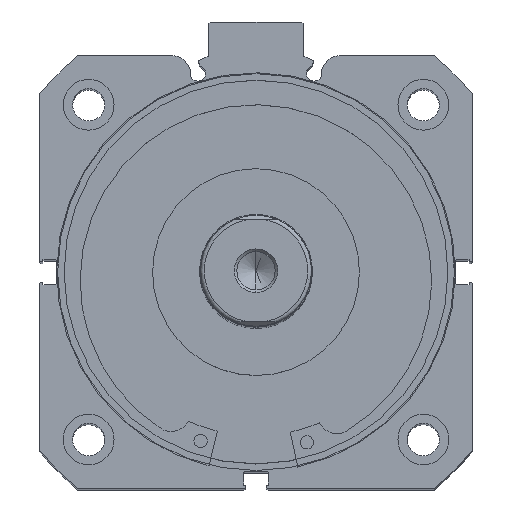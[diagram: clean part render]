
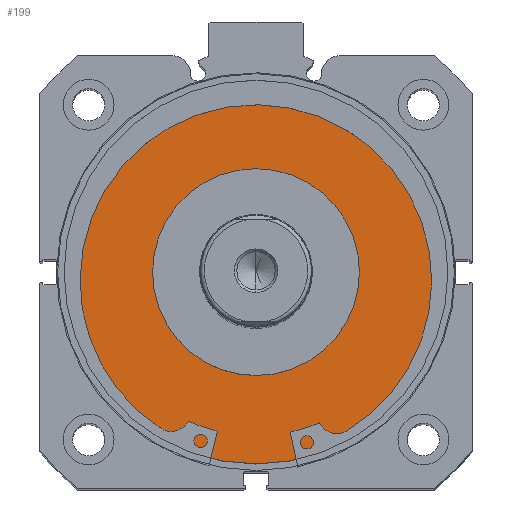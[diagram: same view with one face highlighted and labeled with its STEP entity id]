
A CAD part, top view. The second image highlights one B-rep face of the part: STEP entity #199.
In plain terms, the highlighted face is planar.
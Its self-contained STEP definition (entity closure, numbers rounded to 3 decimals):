
#199 = ADVANCED_FACE ( 'NONE', ( #4085, #4091 ), #6489, .F. ) ;
#441 = CIRCLE ( 'NONE', #5284, 51. ) ;
#450 = CIRCLE ( 'NONE', #5288, 27.5 ) ;
#460 = CIRCLE ( 'NONE', #5295, 27.5 ) ;
#461 = CIRCLE ( 'NONE', #5296, 51. ) ;
#1139 = CARTESIAN_POINT ( 'NONE',  ( 5.5, 0., 0. ) ) ;
#1140 = DIRECTION ( 'NONE',  ( -1., 0., 0. ) ) ;
#1141 = DIRECTION ( 'NONE',  ( 0., 0., 1. ) ) ;
#1152 = CARTESIAN_POINT ( 'NONE',  ( 5.5, 0., 0. ) ) ;
#1153 = DIRECTION ( 'NONE',  ( -1., 0., 0. ) ) ;
#1154 = DIRECTION ( 'NONE',  ( 0., 0., 1. ) ) ;
#1169 = CARTESIAN_POINT ( 'NONE',  ( 5.5, 0., 0. ) ) ;
#1172 = CARTESIAN_POINT ( 'NONE',  ( 5.5, 0., 0. ) ) ;
#1175 = DIRECTION ( 'NONE',  ( -1., 0., 0. ) ) ;
#1176 = DIRECTION ( 'NONE',  ( 0., 0., 1. ) ) ;
#1177 = DIRECTION ( 'NONE',  ( -1., 0., 0. ) ) ;
#1178 = DIRECTION ( 'NONE',  ( 0., 0., 1. ) ) ;
#2460 = CARTESIAN_POINT ( 'NONE',  ( 5.5, 0., -27.5 ) ) ;
#2466 = CARTESIAN_POINT ( 'NONE',  ( 5.5, 0., 51. ) ) ;
#2490 = CARTESIAN_POINT ( 'NONE',  ( 5.5, 0., 27.5 ) ) ;
#2534 = CARTESIAN_POINT ( 'NONE',  ( 5.5, 0., -51. ) ) ;
#3319 = EDGE_LOOP ( 'NONE', ( #7259, #7264 ) ) ;
#3320 = EDGE_LOOP ( 'NONE', ( #7177, #7222 ) ) ;
#4085 = FACE_BOUND ( 'NONE', #3320, .T. ) ;
#4091 = FACE_OUTER_BOUND ( 'NONE', #3319, .T. ) ;
#4602 = EDGE_CURVE ( 'NONE', #5547, #5615, #441, .T. ) ;
#4608 = EDGE_CURVE ( 'NONE', #5571, #5541, #450, .T. ) ;
#4616 = EDGE_CURVE ( 'NONE', #5541, #5571, #460, .T. ) ;
#4617 = EDGE_CURVE ( 'NONE', #5615, #5547, #461, .T. ) ;
#5156 = AXIS2_PLACEMENT_3D ( 'NONE', #6488, #6490, #6491 ) ;
#5284 = AXIS2_PLACEMENT_3D ( 'NONE', #1139, #1140, #1141 ) ;
#5288 = AXIS2_PLACEMENT_3D ( 'NONE', #1152, #1153, #1154 ) ;
#5295 = AXIS2_PLACEMENT_3D ( 'NONE', #1169, #1175, #1176 ) ;
#5296 = AXIS2_PLACEMENT_3D ( 'NONE', #1172, #1177, #1178 ) ;
#5541 = VERTEX_POINT ( 'NONE', #2460 ) ;
#5547 = VERTEX_POINT ( 'NONE', #2466 ) ;
#5571 = VERTEX_POINT ( 'NONE', #2490 ) ;
#5615 = VERTEX_POINT ( 'NONE', #2534 ) ;
#6488 = CARTESIAN_POINT ( 'NONE',  ( 5.5, 51., 0. ) ) ;
#6489 = PLANE ( 'NONE',  #5156 ) ;
#6490 = DIRECTION ( 'NONE',  ( 1., 0., 0. ) ) ;
#6491 = DIRECTION ( 'NONE',  ( 0., 0., -1. ) ) ;
#7177 = ORIENTED_EDGE ( 'NONE', *, *, #4608, .F. ) ;
#7222 = ORIENTED_EDGE ( 'NONE', *, *, #4616, .F. ) ;
#7259 = ORIENTED_EDGE ( 'NONE', *, *, #4602, .T. ) ;
#7264 = ORIENTED_EDGE ( 'NONE', *, *, #4617, .T. ) ;
